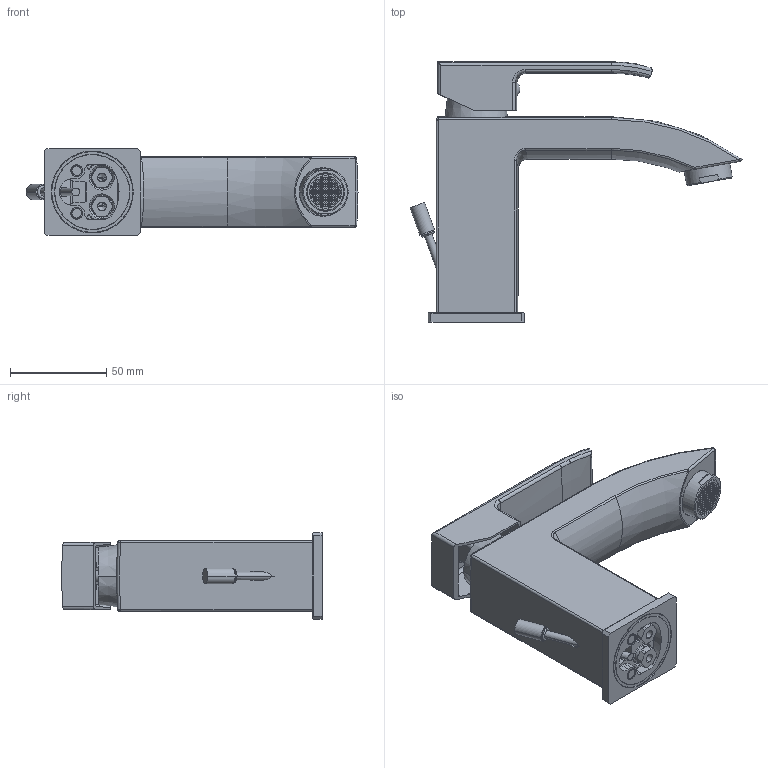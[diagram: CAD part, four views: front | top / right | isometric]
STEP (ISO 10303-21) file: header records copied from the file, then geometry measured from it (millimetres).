
FILE_DESCRIPTION((''),'2;1');
FILE_NAME('LES075CR','2021-11-02T14:51:16',('ut3'),('PAFFONI SpA'),'CREO PARAMETRIC BY PTC INC, 2020044','CREO PARAMETRIC BY PTC INC, 2020044','');
FILE_SCHEMA(('CONFIG_CONTROL_DESIGN','SHAPE_APPEARANCE_LAYERS_GROUPS'));
Products named in the file (1): LES075CR
Bounding box: 172.16 x 134.98 x 45 mm (x, y, z)
Volume: 167850.5 mm3; surface area: 94975.8 mm2
Topology: 5 solids, 5 shells, 2721 faces, 7676 edges, 4898 vertices
Faces by surface type: plane 1762, cylinder 509, torus 154, bspline 124, cone 91, sphere 81
Entity records: 126218 total; most frequent: CARTESIAN_POINT 30271, ORIENTED_EDGE 15218, DIRECTION 14479, EDGE_CURVE 7609, AXIS2_PLACEMENT_3D 4945, VERTEX_POINT 4898, VECTOR 4589, LINE 4589
